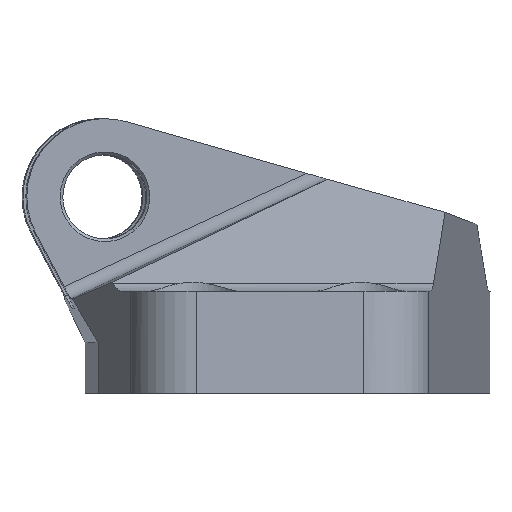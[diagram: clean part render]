
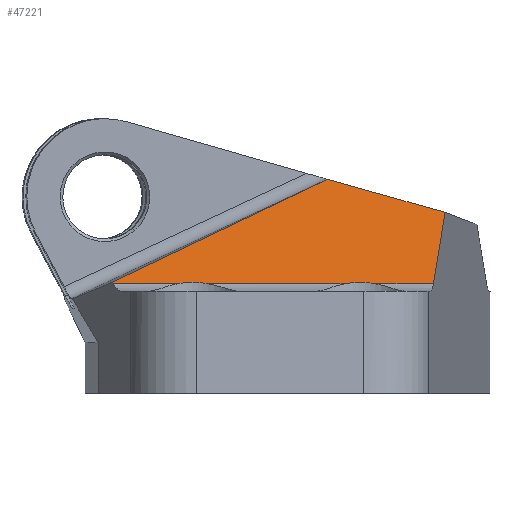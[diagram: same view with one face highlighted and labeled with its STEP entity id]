
A CAD part, front view. The second image highlights one B-rep face of the part: STEP entity #47221.
In plain terms, the highlighted planar face has unit normal (0.015, -0.5, 0.866).
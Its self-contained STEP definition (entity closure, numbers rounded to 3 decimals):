
#3496=CARTESIAN_POINT(' ',(57.068,-108.301,41.16));
#3497=VERTEX_POINT(' ',#3496);
#3511=CARTESIAN_POINT(' ',(57.068,-108.301,41.16));
#3516=DIRECTION(' ',(-0.081,-0.864,-0.497));
#3521=VECTOR(' ',#3516,1.);
#3526=LINE('',#3511,#3521);
#3531=CARTESIAN_POINT(' ',(54.423,-136.446,24.965));
#3532=VERTEX_POINT(' ',#3531);
#3536=EDGE_CURVE(' ',#3497,#3532,#3526,.T.);
#4221=CARTESIAN_POINT(' ',(-18.456,-138.659,24.965));
#4222=VERTEX_POINT(' ',#4221);
#4236=CARTESIAN_POINT(' ',(-18.456,-138.659,24.965));
#4241=DIRECTION(' ',(-0.237,0.84,0.489));
#4246=VECTOR(' ',#4241,1.);
#4251=LINE('',#4236,#4246);
#4256=CARTESIAN_POINT(' ',(-18.612,-138.106,25.286));
#4257=VERTEX_POINT(' ',#4256);
#4261=EDGE_CURVE(' ',#4222,#4257,#4251,.T.);
#46001=CARTESIAN_POINT(' ',(30.361,-96.033,48.708));
#46002=VERTEX_POINT(' ',#46001);
#46016=CARTESIAN_POINT(' ',(30.361,-96.033,48.708));
#46021=DIRECTION(' ',(0.88,-0.404,-0.249));
#46026=VECTOR(' ',#46021,1.);
#46031=LINE('',#46016,#46026);
#46036=EDGE_CURVE(' ',#46002,#3497,#46031,.T.);
#46811=DIRECTION(' ',(0.015,-0.5,0.866));
#46816=CARTESIAN_POINT(' ',(-26.802,-126.999,31.84));
#46821=DIRECTION(' ',(0.525,-0.733,-0.432));
#46826=AXIS2_PLACEMENT_3D(' ',#46816,#46811,#46821);
#46831=PLANE('',#46826);
#46836=CARTESIAN_POINT(' ',(-3.57,-138.207,24.965));
#46841=CARTESIAN_POINT(' ',(-2.94,-137.98,25.084));
#46846=CARTESIAN_POINT(' ',(-2.294,-137.815,25.168));
#46851=CARTESIAN_POINT(' ',(-1.642,-137.712,25.216));
#46856=CARTESIAN_POINT(' ',(-1.423,-137.678,25.232));
#46861=CARTESIAN_POINT(' ',(-1.204,-137.65,25.244));
#46866=CARTESIAN_POINT(' ',(-0.984,-137.63,25.252));
#46871=CARTESIAN_POINT(' ',(-0.764,-137.609,25.26));
#46876=CARTESIAN_POINT(' ',(-0.544,-137.595,25.264));
#46881=CARTESIAN_POINT(' ',(-0.324,-137.589,25.264));
#46886=CARTESIAN_POINT(' ',(-0.103,-137.582,25.264));
#46891=CARTESIAN_POINT(' ',(0.117,-137.582,25.261));
#46896=CARTESIAN_POINT(' ',(0.338,-137.589,25.253));
#46901=CARTESIAN_POINT(' ',(0.558,-137.596,25.245));
#46906=CARTESIAN_POINT(' ',(0.778,-137.61,25.233));
#46911=CARTESIAN_POINT(' ',(0.998,-137.631,25.217));
#46916=CARTESIAN_POINT(' ',(1.66,-137.694,25.169));
#46921=CARTESIAN_POINT(' ',(2.317,-137.82,25.085));
#46926=CARTESIAN_POINT(' ',(2.961,-138.008,24.965));
#46931=B_SPLINE_CURVE_WITH_KNOTS('',3,(#46836,#46841,#46846,#46851,#46856,#46861,#46866,#46871,#46876,#46881,#46886,#46891,#46896,#46901,#46906,#46911,#46916,#46921,#46926),.UNSPECIFIED.,.F.,.U.,(4,3,3,3,3,3,4),(0.,0.299,0.399,0.499,0.599,0.699,1.),.UNSPECIFIED.);
#46936=CARTESIAN_POINT(' ',(-3.57,-138.207,24.965));
#46937=VERTEX_POINT(' ',#46936);
#46941=CARTESIAN_POINT(' ',(2.961,-138.008,24.965));
#46942=VERTEX_POINT(' ',#46941);
#46946=EDGE_CURVE(' ',#46937,#46942,#46931,.T.);
#46951=ORIENTED_EDGE(' ',*,*,#46946,.T.);
#46956=CARTESIAN_POINT(' ',(2.961,-138.008,24.965));
#46961=DIRECTION(' ',(1.,0.03,0.));
#46966=VECTOR(' ',#46961,1.);
#46971=LINE('',#46956,#46966);
#46976=CARTESIAN_POINT(' ',(34.513,-137.05,24.965));
#46977=VERTEX_POINT(' ',#46976);
#46981=EDGE_CURVE(' ',#46942,#46977,#46971,.T.);
#46986=ORIENTED_EDGE(' ',*,*,#46981,.T.);
#46991=CARTESIAN_POINT(' ',(34.513,-137.05,24.965));
#46996=CARTESIAN_POINT(' ',(35.143,-136.824,25.084));
#47001=CARTESIAN_POINT(' ',(35.789,-136.659,25.168));
#47006=CARTESIAN_POINT(' ',(36.442,-136.556,25.216));
#47011=CARTESIAN_POINT(' ',(36.66,-136.521,25.232));
#47016=CARTESIAN_POINT(' ',(36.879,-136.494,25.244));
#47021=CARTESIAN_POINT(' ',(37.099,-136.473,25.252));
#47026=CARTESIAN_POINT(' ',(37.319,-136.453,25.26));
#47031=CARTESIAN_POINT(' ',(37.539,-136.439,25.264));
#47036=CARTESIAN_POINT(' ',(37.76,-136.432,25.264));
#47041=CARTESIAN_POINT(' ',(37.98,-136.425,25.264));
#47046=CARTESIAN_POINT(' ',(38.201,-136.426,25.261));
#47051=CARTESIAN_POINT(' ',(38.421,-136.433,25.253));
#47056=CARTESIAN_POINT(' ',(38.641,-136.44,25.245));
#47061=CARTESIAN_POINT(' ',(38.861,-136.454,25.233));
#47066=CARTESIAN_POINT(' ',(39.081,-136.475,25.217));
#47071=CARTESIAN_POINT(' ',(39.743,-136.538,25.169));
#47076=CARTESIAN_POINT(' ',(40.401,-136.663,25.085));
#47081=CARTESIAN_POINT(' ',(41.045,-136.852,24.965));
#47086=B_SPLINE_CURVE_WITH_KNOTS('',3,(#46991,#46996,#47001,#47006,#47011,#47016,#47021,#47026,#47031,#47036,#47041,#47046,#47051,#47056,#47061,#47066,#47071,#47076,#47081),.UNSPECIFIED.,.F.,.U.,(4,3,3,3,3,3,4),(0.,0.299,0.399,0.499,0.599,0.699,1.),.UNSPECIFIED.);
#47091=CARTESIAN_POINT(' ',(41.045,-136.852,24.965));
#47092=VERTEX_POINT(' ',#47091);
#47096=EDGE_CURVE(' ',#46977,#47092,#47086,.T.);
#47101=ORIENTED_EDGE(' ',*,*,#47096,.T.);
#47106=CARTESIAN_POINT(' ',(41.045,-136.852,24.965));
#47111=DIRECTION(' ',(1.,0.03,0.));
#47116=VECTOR(' ',#47111,1.);
#47121=LINE('',#47106,#47116);
#47126=EDGE_CURVE(' ',#47092,#3532,#47121,.T.);
#47131=ORIENTED_EDGE(' ',*,*,#47126,.T.);
#47136=ORIENTED_EDGE(' ',*,*,#3536,.F.);
#47141=ORIENTED_EDGE(' ',*,*,#46036,.F.);
#47146=CARTESIAN_POINT(' ',(30.361,-96.033,48.708));
#47151=DIRECTION(' ',(-0.713,-0.613,-0.341));
#47156=VECTOR(' ',#47151,1.);
#47161=LINE('',#47146,#47156);
#47166=EDGE_CURVE(' ',#46002,#4257,#47161,.T.);
#47171=ORIENTED_EDGE(' ',*,*,#47166,.T.);
#47176=ORIENTED_EDGE(' ',*,*,#4261,.F.);
#47181=CARTESIAN_POINT(' ',(-18.456,-138.659,24.965));
#47186=DIRECTION(' ',(1.,0.03,0.));
#47191=VECTOR(' ',#47186,1.);
#47196=LINE('',#47181,#47191);
#47201=EDGE_CURVE(' ',#4222,#46937,#47196,.T.);
#47206=ORIENTED_EDGE(' ',*,*,#47201,.T.);
#47211=EDGE_LOOP(' ',(#46951,#46986,#47101,#47131,#47136,#47141,#47171,#47176,#47206));
#47216=FACE_OUTER_BOUND(' ',#47211,.T.);
#47221=ADVANCED_FACE('',(#47216),#46831,.T.);
